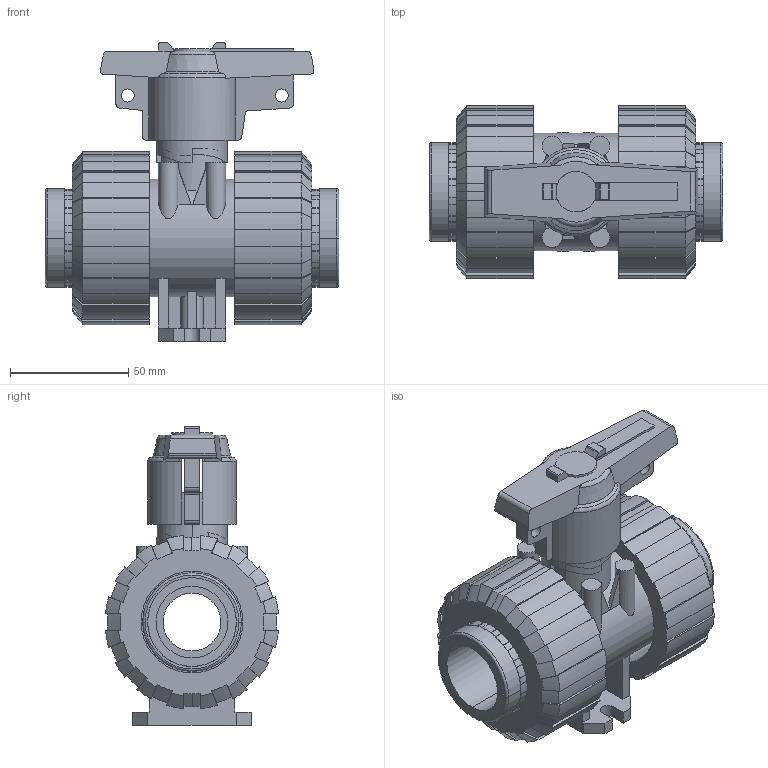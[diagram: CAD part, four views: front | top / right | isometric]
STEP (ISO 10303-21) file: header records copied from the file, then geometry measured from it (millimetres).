
FILE_DESCRIPTION(('STEP AP214'),'1');
FILE_NAME('cctmp_8714DB39-6C72-411D-B2B4-AAD0CC92EBE4_2021_10_21_13_08_14_0352..stp','2021-10-21T11:08:14',('Praher Valves GmbH'),('CADClick - www.CADClick.com'),'Spatial InterOp 3D',' ','unknown authorization');
FILE_SCHEMA(('AUTOMOTIVE_DESIGN'));
Length unit declared in the file: millimetre
Products named in the file (7): cc_unnamed; 210393_5; 210393_4; 210393_3; 210393_2; 210393_1; 210393
Assembly tree (6 placements, depth 2):
  cc_unnamed
    210393_5
    210393_4
    210393_3
    210393_2
    210393_1
    210393
Bounding box: 124 x 73.17 x 125.93 mm (x, y, z)
Volume: 343961.7 mm3; surface area: 105593.6 mm2
Topology: 8 solids, 8 shells, 596 faces, 1698 edges, 1130 vertices
Faces by surface type: plane 292, cylinder 210, cone 84, torus 10
Entity records: 25067 total; most frequent: CARTESIAN_POINT 4460, ORIENTED_EDGE 3396, DIRECTION 3294, EDGE_CURVE 1698, AXIS2_PLACEMENT_3D 1187, VERTEX_POINT 1130, LINE 920, VECTOR 920
